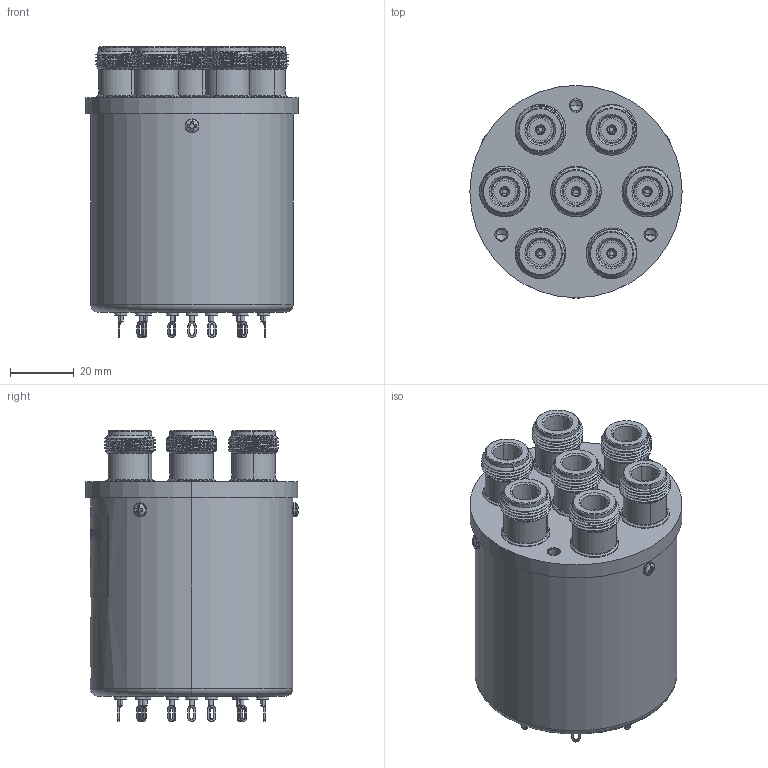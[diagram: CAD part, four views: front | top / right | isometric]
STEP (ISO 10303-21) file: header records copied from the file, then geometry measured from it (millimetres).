
FILE_DESCRIPTION (( 'STEP AP214' ), '1' );
FILE_NAME ('FMSW6465.step', '2021-02-25T21:31:31', ( '' ), ( '' ), 'SwSTEP 2.0', 'SolidWorks 2018', '' );
FILE_SCHEMA (( 'AUTOMOTIVE_DESIGN' ));
Length unit declared in the file: inch
Products named in the file (1): FMSW6465
Bounding box: 66.55 x 66.77 x 91.19 mm (x, y, z)
Volume: 228723 mm3; surface area: 30121.6 mm2
Topology: 4 solids, 4 shells, 1210 faces, 3438 edges, 2297 vertices
Faces by surface type: cylinder 595, plane 309, cone 166, bspline 120, torus 14, sphere 6
Entity records: 54764 total; most frequent: CARTESIAN_POINT 25970, ORIENTED_EDGE 6804, DIRECTION 5277, EDGE_CURVE 3402, VERTEX_POINT 2297, AXIS2_PLACEMENT_3D 2109, EDGE_LOOP 1337, ADVANCED_FACE 1210
